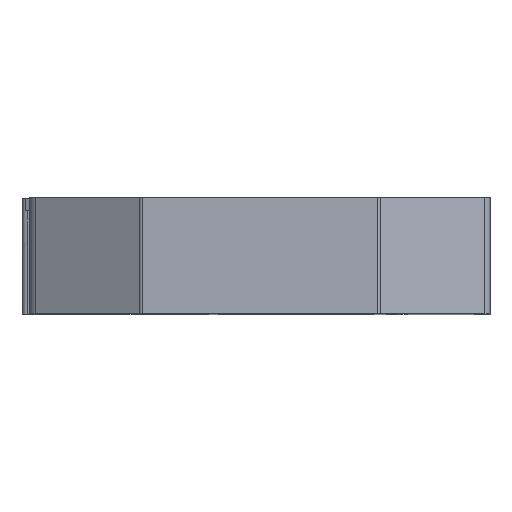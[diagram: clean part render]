
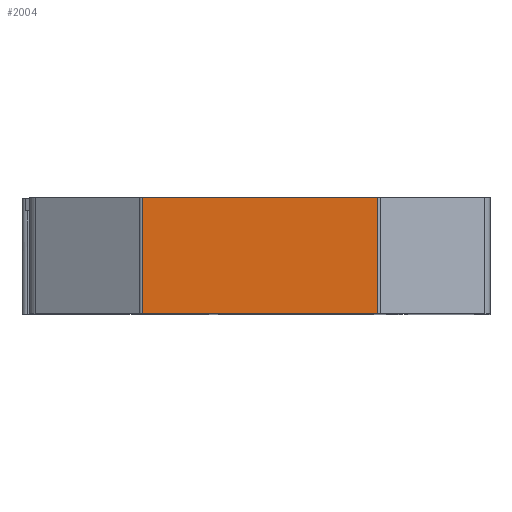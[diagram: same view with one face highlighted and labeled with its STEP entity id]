
A CAD part, top view. The second image highlights one B-rep face of the part: STEP entity #2004.
In plain terms, the highlighted planar face has unit normal (0, 0, 1).
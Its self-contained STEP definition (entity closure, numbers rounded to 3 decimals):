
#206=ORIENTED_EDGE('',*,*,#813,.F.);
#207=ORIENTED_EDGE('',*,*,#814,.T.);
#208=ORIENTED_EDGE('',*,*,#815,.T.);
#209=ORIENTED_EDGE('',*,*,#816,.T.);
#813=EDGE_CURVE('',#1115,#1116,#1315,.T.);
#814=EDGE_CURVE('',#1115,#1117,#1316,.F.);
#815=EDGE_CURVE('',#1117,#1118,#1317,.T.);
#816=EDGE_CURVE('',#1118,#1116,#1318,.T.);
#1115=VERTEX_POINT('',#3024);
#1116=VERTEX_POINT('',#3025);
#1117=VERTEX_POINT('',#3027);
#1118=VERTEX_POINT('',#3029);
#1315=LINE('',#3023,#1536);
#1316=LINE('',#3026,#1537);
#1317=LINE('',#3028,#1538);
#1318=LINE('',#3030,#1539);
#1536=VECTOR('',#2393,1000.);
#1537=VECTOR('',#2394,1000.);
#1538=VECTOR('',#2395,1000.);
#1539=VECTOR('',#2396,1000.);
#1724=EDGE_LOOP('',(#206,#207,#208,#209));
#1832=FACE_BOUND('',#1724,.T.);
#1937=PLANE('',#2130);
#2004=ADVANCED_FACE('',(#1832),#1937,.T.);
#2130=AXIS2_PLACEMENT_3D('',#3022,#2391,#2392);
#2391=DIRECTION('',(0.,0.,1.));
#2392=DIRECTION('',(1.,0.,0.));
#2393=DIRECTION('',(1.,0.,0.));
#2394=DIRECTION('',(0.,1.,0.));
#2395=DIRECTION('',(1.,0.,0.));
#2396=DIRECTION('',(0.,1.,0.));
#3022=CARTESIAN_POINT('',(-11.4,-1.,35.3));
#3023=CARTESIAN_POINT('',(-11.4,0.,35.3));
#3024=CARTESIAN_POINT('',(-11.15,0.,35.3));
#3025=CARTESIAN_POINT('',(11.15,0.,35.3));
#3026=CARTESIAN_POINT('',(-11.15,-1.,35.3));
#3027=CARTESIAN_POINT('',(-11.15,-11.,35.3));
#3028=CARTESIAN_POINT('',(-11.15,-11.,35.3));
#3029=CARTESIAN_POINT('',(11.15,-11.,35.3));
#3030=CARTESIAN_POINT('',(11.15,-1.,35.3));
